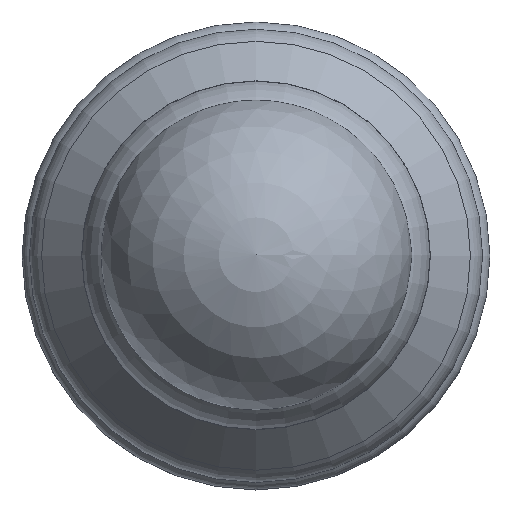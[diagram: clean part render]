
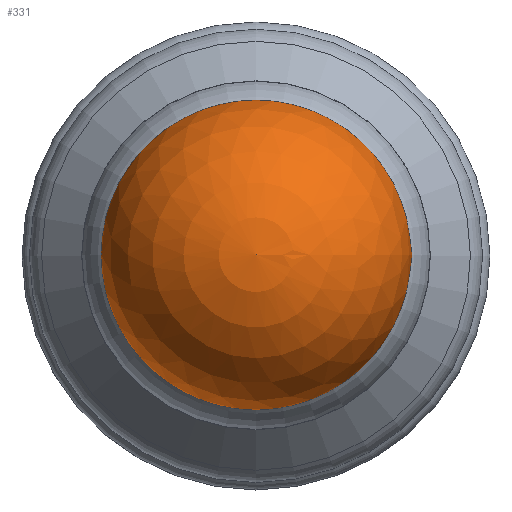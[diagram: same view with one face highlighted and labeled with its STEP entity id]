
A CAD part, top view. The second image highlights one B-rep face of the part: STEP entity #331.
In plain terms, the highlighted spherical face has radius 4 mm.
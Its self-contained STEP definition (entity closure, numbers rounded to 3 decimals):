
#265=CARTESIAN_POINT('',(2.64,-0.,11.995));
#266=VERTEX_POINT('',#265);
#293=CARTESIAN_POINT('',(-2.64,0.,11.995));
#294=VERTEX_POINT('',#293);
#295=CARTESIAN_POINT('',(0.,0.,11.995));
#296=DIRECTION('',(0.,0.,1.));
#297=DIRECTION('',(-1.,0.,0.));
#298=AXIS2_PLACEMENT_3D('',#295,#296,#297);
#299=CIRCLE('',#298,2.64);
#300=EDGE_CURVE('',#294,#266,#299,.T.);
#302=CARTESIAN_POINT('',(0.,0.,11.995));
#303=DIRECTION('',(0.,0.,1.));
#304=DIRECTION('',(-1.,0.,0.));
#305=AXIS2_PLACEMENT_3D('',#302,#303,#304);
#306=CIRCLE('',#305,2.64);
#307=EDGE_CURVE('',#266,#294,#306,.T.);
#312=CARTESIAN_POINT('',(-0.,0.,15.));
#313=DIRECTION('',(0.,0.,1.));
#314=DIRECTION('',(1.,0.,-0.));
#315=AXIS2_PLACEMENT_3D('',#312,#313,#314);
#316=SPHERICAL_SURFACE('',#315,4.);
#317=CARTESIAN_POINT('',(-0.,0.,19.));
#318=VERTEX_POINT('',#317);
#319=CARTESIAN_POINT('',(-0.,0.,15.));
#320=DIRECTION('',(-0.,1.,-0.));
#321=DIRECTION('',(1.,0.,0.));
#322=AXIS2_PLACEMENT_3D('',#319,#320,#321);
#323=CIRCLE('',#322,4.);
#324=EDGE_CURVE('',#318,#266,#323,.T.);
#325=ORIENTED_EDGE('',*,*,#324,.T.);
#326=ORIENTED_EDGE('',*,*,#307,.T.);
#327=ORIENTED_EDGE('',*,*,#300,.T.);
#328=ORIENTED_EDGE('',*,*,#324,.F.);
#329=EDGE_LOOP('',(#325,#326,#327,#328));
#330=FACE_BOUND('',#329,.T.);
#331=ADVANCED_FACE('',(#330),#316,.T.);
